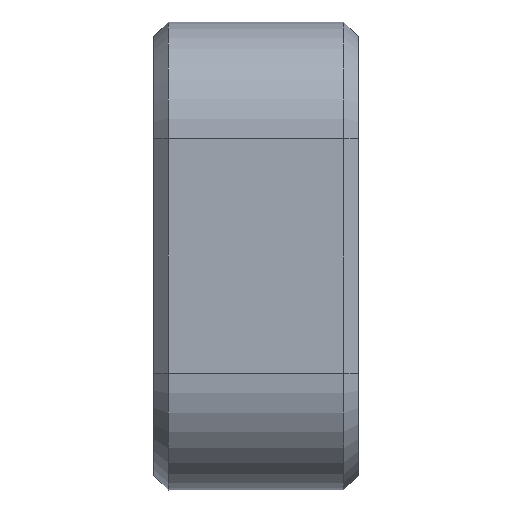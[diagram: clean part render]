
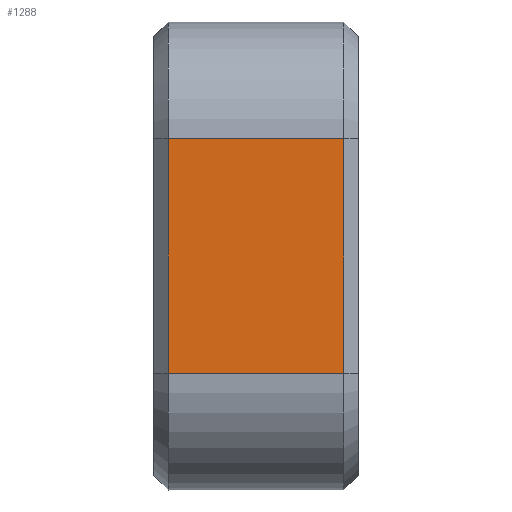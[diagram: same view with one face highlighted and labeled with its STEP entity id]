
A CAD part, left-side view. The second image highlights one B-rep face of the part: STEP entity #1288.
In plain terms, the highlighted planar face has unit normal (-1, 0, 0).
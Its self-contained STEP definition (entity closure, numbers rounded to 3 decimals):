
#72=PLANE('',#1433);
#144=FACE_OUTER_BOUND('',#236,.T.);
#236=EDGE_LOOP('',(#1119,#1120,#1121,#1122));
#350=LINE('',#2139,#476);
#359=LINE('',#2162,#485);
#361=LINE('',#2168,#487);
#362=LINE('',#2169,#488);
#476=VECTOR('',#1754,10.);
#485=VECTOR('',#1783,10.);
#487=VECTOR('',#1789,10.);
#488=VECTOR('',#1790,10.);
#650=VERTEX_POINT('',#2133);
#651=VERTEX_POINT('',#2137);
#655=VERTEX_POINT('',#2161);
#657=VERTEX_POINT('',#2167);
#806=EDGE_CURVE('',#650,#651,#350,.T.);
#817=EDGE_CURVE('',#651,#655,#359,.T.);
#820=EDGE_CURVE('',#657,#650,#361,.T.);
#821=EDGE_CURVE('',#655,#657,#362,.T.);
#1119=ORIENTED_EDGE('',*,*,#806,.F.);
#1120=ORIENTED_EDGE('',*,*,#820,.F.);
#1121=ORIENTED_EDGE('',*,*,#821,.F.);
#1122=ORIENTED_EDGE('',*,*,#817,.F.);
#1288=ADVANCED_FACE('',(#144),#72,.T.);
#1433=AXIS2_PLACEMENT_3D('',#2166,#1787,#1788);
#1754=DIRECTION('',(0.,0.,-1.));
#1783=DIRECTION('',(0.,1.,0.));
#1787=DIRECTION('center_axis',(-1.,0.,0.));
#1788=DIRECTION('ref_axis',(0.,0.,
1.));
#1789=DIRECTION('',(0.,-1.,0.));
#1790=DIRECTION('',(0.,0.,1.));
#2133=CARTESIAN_POINT('',(-0.138,16.,13.6));
#2137=CARTESIAN_POINT('',(-0.138,16.,5.6));
#2139=CARTESIAN_POINT('',(-0.138,16.,5.6));
#2161=CARTESIAN_POINT('',(-0.138,22.,5.6));
#2162=CARTESIAN_POINT('',(-0.138,18.5,5.6));
#2166=CARTESIAN_POINT('Origin',(-0.138,18.5,1.6));
#2167=CARTESIAN_POINT('',(-0.138,22.,13.6));
#2168=CARTESIAN_POINT('',(-0.138,18.5,13.6));
#2169=CARTESIAN_POINT('',(-0.138,22.,5.6));
